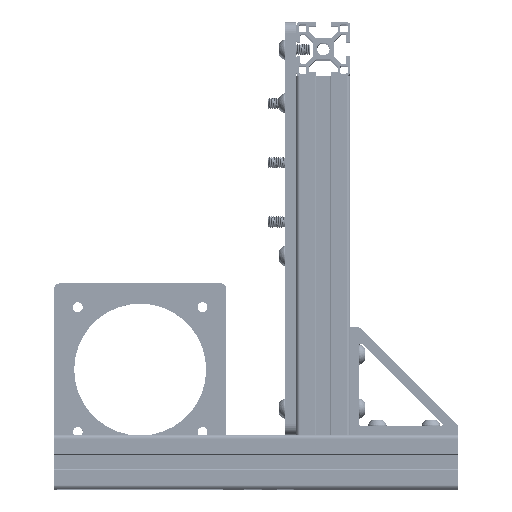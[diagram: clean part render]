
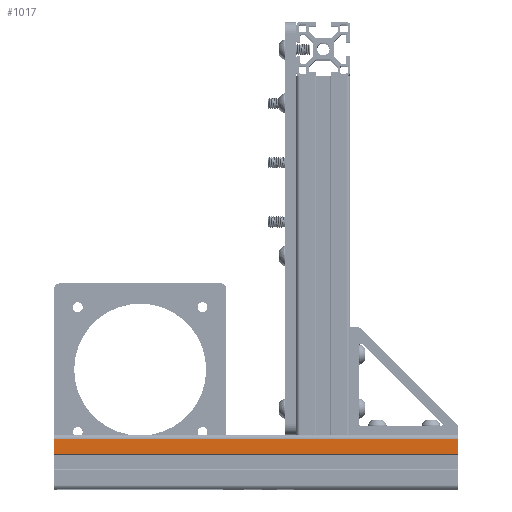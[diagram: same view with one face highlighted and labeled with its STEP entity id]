
A CAD part, top view. The second image highlights one B-rep face of the part: STEP entity #1017.
In plain terms, the highlighted face is planar.
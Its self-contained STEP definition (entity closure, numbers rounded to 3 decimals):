
#1017 = ADVANCED_FACE ( 'NONE', ( #39371 ), #22024, .F. ) ;
#1432 = CARTESIAN_POINT ( 'NONE',  ( 15., 4.5, 112.5 ) ) ;
#2633 = CARTESIAN_POINT ( 'NONE',  ( 15., 4.5, 112.5 ) ) ;
#4254 = CARTESIAN_POINT ( 'NONE',  ( 15., 13., -112.5 ) ) ;
#4290 = LINE ( 'NONE', #7848, #32324 ) ;
#4971 = CARTESIAN_POINT ( 'NONE',  ( 15., 13., 112.5 ) ) ;
#7848 = CARTESIAN_POINT ( 'NONE',  ( 15., 4.5, 112.5 ) ) ;
#8318 = VECTOR ( 'NONE', #35770, 1000. ) ;
#8809 = DIRECTION ( 'NONE',  ( -1., 0., 0. ) ) ;
#10550 = EDGE_LOOP ( 'NONE', ( #23837, #36261, #32154, #16812 ) ) ;
#11924 = VERTEX_POINT ( 'NONE', #35831 ) ;
#12088 = DIRECTION ( 'NONE',  ( 0., 0., -1. ) ) ;
#14757 = VERTEX_POINT ( 'NONE', #1432 ) ;
#16641 = LINE ( 'NONE', #32842, #8318 ) ;
#16812 = ORIENTED_EDGE ( 'NONE', *, *, #30731, .T. ) ;
#18147 = DIRECTION ( 'NONE',  ( 0., 0., -1. ) ) ;
#22024 = PLANE ( 'NONE',  #30149 ) ;
#22587 = LINE ( 'NONE', #2633, #40273 ) ;
#22627 = EDGE_CURVE ( 'NONE', #28876, #25775, #30649, .T. ) ;
#23837 = ORIENTED_EDGE ( 'NONE', *, *, #41265, .T. ) ;
#25072 = DIRECTION ( 'NONE',  ( 0., 0., 1. ) ) ;
#25290 = CARTESIAN_POINT ( 'NONE',  ( 15., 13., 112.5 ) ) ;
#25350 = CARTESIAN_POINT ( 'NONE',  ( 15., 4.5, 112.5 ) ) ;
#25775 = VERTEX_POINT ( 'NONE', #4254 ) ;
#26311 = DIRECTION ( 'NONE',  ( 0., 1., 0. ) ) ;
#28876 = VERTEX_POINT ( 'NONE', #4971 ) ;
#30149 = AXIS2_PLACEMENT_3D ( 'NONE', #25350, #8809, #25072 ) ;
#30649 = LINE ( 'NONE', #25290, #38514 ) ;
#30731 = EDGE_CURVE ( 'NONE', #14757, #11924, #4290, .T. ) ;
#32154 = ORIENTED_EDGE ( 'NONE', *, *, #36760, .F. ) ;
#32324 = VECTOR ( 'NONE', #18147, 1000. ) ;
#32842 = CARTESIAN_POINT ( 'NONE',  ( 15., 4.5, -112.5 ) ) ;
#35770 = DIRECTION ( 'NONE',  ( 0., 1., 0. ) ) ;
#35831 = CARTESIAN_POINT ( 'NONE',  ( 15., 4.5, -112.5 ) ) ;
#36261 = ORIENTED_EDGE ( 'NONE', *, *, #22627, .F. ) ;
#36760 = EDGE_CURVE ( 'NONE', #14757, #28876, #22587, .T. ) ;
#38514 = VECTOR ( 'NONE', #12088, 1000. ) ;
#39371 = FACE_OUTER_BOUND ( 'NONE', #10550, .T. ) ;
#40273 = VECTOR ( 'NONE', #26311, 1000. ) ;
#41265 = EDGE_CURVE ( 'NONE', #11924, #25775, #16641, .T. ) ;
